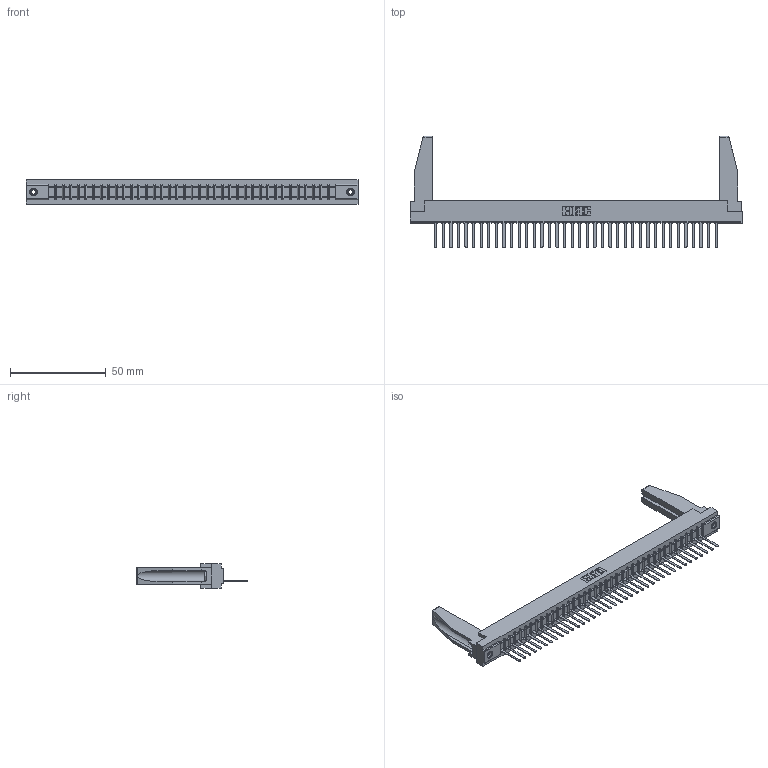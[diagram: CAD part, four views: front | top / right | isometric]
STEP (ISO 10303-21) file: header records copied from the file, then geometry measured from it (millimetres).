
FILE_DESCRIPTION (( 'STEP AP203' ), '1' );
FILE_NAME ('357-038-541-178.STEP', '2019-09-17T07:51:12', ( '' ), ( '' ), 'SwSTEP 2.0', 'SolidWorks 2016', '' );
FILE_SCHEMA (( 'CONFIG_CONTROL_DESIGN' ));
Length unit declared in the file: inch
Products named in the file (5): 345-250-001_345-250-001-102; 307-220-078; 357-038-541-178; 307 Part_.156 Dia Mounting Holes; 307-290-002_541
Assembly tree (43 placements, depth 2):
  357-038-541-178
    307 Part_.156 Dia Mounting Holes
    307-290-002_541  x38
    307-220-078  x2
    345-250-001_345-250-001-102  x2
Bounding box: 173.58 x 58.29 x 12.7 mm (x, y, z)
Volume: 22646.4 mm3; surface area: 27881.4 mm2
Topology: 43 solids, 43 shells, 3099 faces, 9469 edges, 6198 vertices
Faces by surface type: plane 1864, cylinder 1141, sphere 78, cone 12, torus 4
Entity records: 36227 total; most frequent: CARTESIAN_POINT 6110, ORIENTED_EDGE 6056, DIRECTION 5894, EDGE_CURVE 3028, LINE 2322, VECTOR 2322, VERTEX_POINT 1960, AXIS2_PLACEMENT_3D 1786
